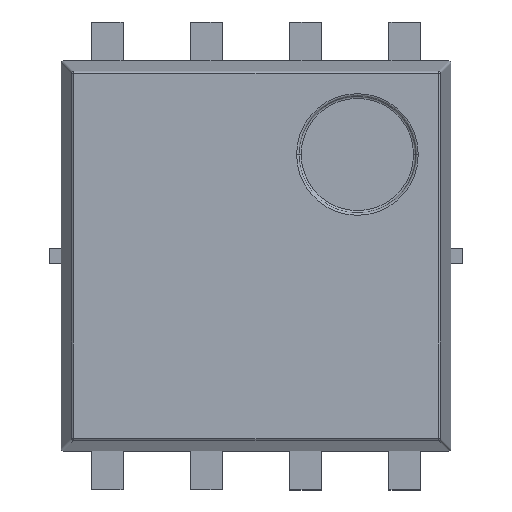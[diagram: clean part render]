
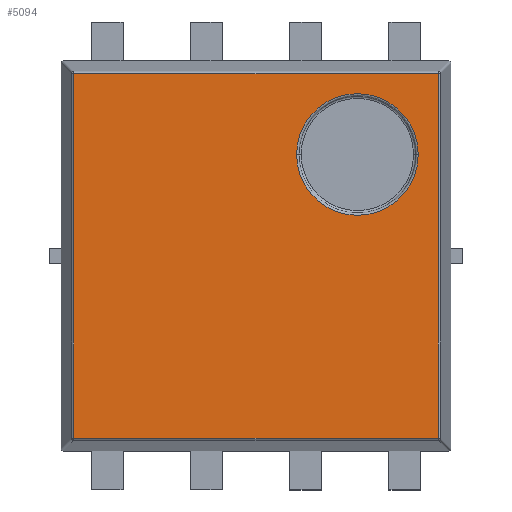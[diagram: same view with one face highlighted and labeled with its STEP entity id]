
A CAD part, top view. The second image highlights one B-rep face of the part: STEP entity #5094.
In plain terms, the highlighted planar face has unit normal (0, 0, 1).
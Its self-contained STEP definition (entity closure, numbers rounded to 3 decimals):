
#717 = DIRECTION ( 'NONE',  ( 1., 0., 0. ) ) ;
#791 = CIRCLE ( 'NONE', #5056, 0.78 ) ;
#1042 = VECTOR ( 'NONE', #717, 1000. ) ;
#1129 = VECTOR ( 'NONE', #5391, 1000. ) ;
#1174 = CARTESIAN_POINT ( 'NONE',  ( 4.862, 0.163, 0.95 ) ) ;
#1251 = ORIENTED_EDGE ( 'NONE', *, *, #5899, .T. ) ;
#1391 = AXIS2_PLACEMENT_3D ( 'NONE', #4475, #5995, #4587 ) ;
#1497 = EDGE_LOOP ( 'NONE', ( #1546, #4914, #1251, #6052 ) ) ;
#1538 = CARTESIAN_POINT ( 'NONE',  ( 4.58, 3.8, 0.95 ) ) ;
#1546 = ORIENTED_EDGE ( 'NONE', *, *, #2024, .T. ) ;
#1602 = EDGE_CURVE ( 'NONE', #4937, #2147, #791, .T. ) ;
#1626 = ORIENTED_EDGE ( 'NONE', *, *, #6142, .T. ) ;
#1704 = EDGE_CURVE ( 'NONE', #5013, #3815, #2284, .T. ) ;
#1905 = ORIENTED_EDGE ( 'NONE', *, *, #1602, .T. ) ;
#2024 = EDGE_CURVE ( 'NONE', #4753, #5013, #3564, .T. ) ;
#2107 = FACE_OUTER_BOUND ( 'NONE', #1497, .T. ) ;
#2147 = VERTEX_POINT ( 'NONE', #2233 ) ;
#2169 = VECTOR ( 'NONE', #4380, 1000. ) ;
#2233 = CARTESIAN_POINT ( 'NONE',  ( 3.02, 3.8, 0.95 ) ) ;
#2283 = DIRECTION ( 'NONE',  ( 0., 0., -1. ) ) ;
#2284 = LINE ( 'NONE', #1174, #1042 ) ;
#2565 = VECTOR ( 'NONE', #3899, 1000. ) ;
#2649 = CARTESIAN_POINT ( 'NONE',  ( 4.837, 4.837, 0.95 ) ) ;
#2656 = PLANE ( 'NONE',  #2993 ) ;
#2993 = AXIS2_PLACEMENT_3D ( 'NONE', #5259, #2283, #4663 ) ;
#3085 = CARTESIAN_POINT ( 'NONE',  ( 0.163, 0.163, 0.95 ) ) ;
#3219 = EDGE_LOOP ( 'NONE', ( #1626, #1905 ) ) ;
#3297 = CARTESIAN_POINT ( 'NONE',  ( 0.163, 4.837, 0.95 ) ) ;
#3564 = LINE ( 'NONE', #6284, #2565 ) ;
#3719 = VERTEX_POINT ( 'NONE', #2649 ) ;
#3815 = VERTEX_POINT ( 'NONE', #4065 ) ;
#3885 = DIRECTION ( 'NONE',  ( 0., 0., -1. ) ) ;
#3899 = DIRECTION ( 'NONE',  ( 0., -1., 0. ) ) ;
#3961 = FACE_BOUND ( 'NONE', #3219, .T. ) ;
#4065 = CARTESIAN_POINT ( 'NONE',  ( 4.837, 0.163, 0.95 ) ) ;
#4317 = CARTESIAN_POINT ( 'NONE',  ( 4.837, 4.862, 0.95 ) ) ;
#4380 = DIRECTION ( 'NONE',  ( 0., 1., 0. ) ) ;
#4475 = CARTESIAN_POINT ( 'NONE',  ( 3.8, 3.8, 0.95 ) ) ;
#4587 = DIRECTION ( 'NONE',  ( -1., 0., 0. ) ) ;
#4663 = DIRECTION ( 'NONE',  ( -1., 0., 0. ) ) ;
#4753 = VERTEX_POINT ( 'NONE', #3297 ) ;
#4763 = LINE ( 'NONE', #4317, #2169 ) ;
#4914 = ORIENTED_EDGE ( 'NONE', *, *, #1704, .T. ) ;
#4937 = VERTEX_POINT ( 'NONE', #1538 ) ;
#5013 = VERTEX_POINT ( 'NONE', #3085 ) ;
#5056 = AXIS2_PLACEMENT_3D ( 'NONE', #5355, #3885, #5412 ) ;
#5094 = ADVANCED_FACE ( 'NONE', ( #2107, #3961 ), #2656, .F. ) ;
#5259 = CARTESIAN_POINT ( 'NONE',  ( 0., 0., 0.95 ) ) ;
#5355 = CARTESIAN_POINT ( 'NONE',  ( 3.8, 3.8, 0.95 ) ) ;
#5391 = DIRECTION ( 'NONE',  ( -1., 0., 0. ) ) ;
#5412 = DIRECTION ( 'NONE',  ( -1., 0., 0. ) ) ;
#5742 = CIRCLE ( 'NONE', #1391, 0.78 ) ;
#5858 = CARTESIAN_POINT ( 'NONE',  ( 0.138, 4.837, 0.95 ) ) ;
#5899 = EDGE_CURVE ( 'NONE', #3815, #3719, #4763, .T. ) ;
#5938 = EDGE_CURVE ( 'NONE', #3719, #4753, #6187, .T. ) ;
#5995 = DIRECTION ( 'NONE',  ( 0., 0., -1. ) ) ;
#6052 = ORIENTED_EDGE ( 'NONE', *, *, #5938, .T. ) ;
#6142 = EDGE_CURVE ( 'NONE', #2147, #4937, #5742, .T. ) ;
#6187 = LINE ( 'NONE', #5858, #1129 ) ;
#6284 = CARTESIAN_POINT ( 'NONE',  ( 0.163, 0.138, 0.95 ) ) ;
